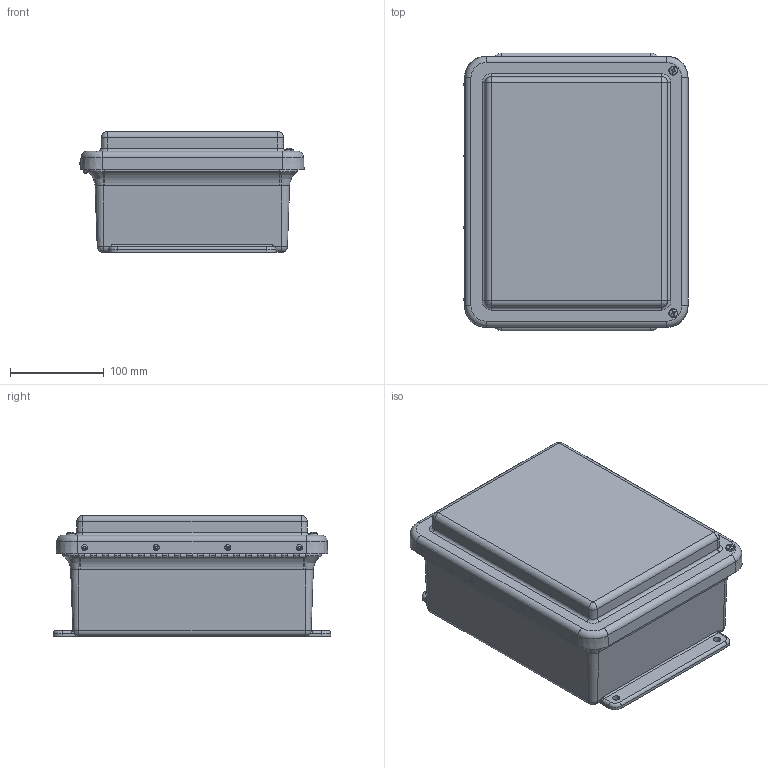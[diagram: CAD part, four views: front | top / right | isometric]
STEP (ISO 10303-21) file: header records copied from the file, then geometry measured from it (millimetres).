
FILE_DESCRIPTION(/* description */ (''),/* implementation_level */ '2;1');
FILE_NAME(/* name */ 'HW-J100805CHSC.stp',/* time_stamp */ '2014-03-17T11:44:38-05:00',/* author */ ('pmescher'),/* organization */ (''),/* preprocessor_version */ 'ST-DEVELOPER v15.2',/* originating_system */ 'Autodesk Inventor 2014',/* authorisation */ '');
FILE_SCHEMA (('AUTOMOTIVE_DESIGN { 1 0 10303 214 3 1 1 }'));
Length unit declared in the file: inch
Products named in the file (18): J1008HW_1; RMINS45821P_17; RMINS45821P_18; RMINS45821P_19; RMINS45821P_20; RMINS45821P_21; RMINS45821P_22; J1008BHW; RMHINGCOV9.5; RMHINGPIN9.5; RMHINGBOX9.5; RMHING9.5(RJ&A); J1008HWACVR; GASKET_1008; WP1008HWU; RMRIV43; RMSC10X063PHCPH; J1008HWA_STP
Bounding box: 238.59 x 295.27 x 128.62 mm (x, y, z)
Volume: 1017454.4 mm3; surface area: 549619.4 mm2
Topology: 22 solids, 22 shells, 809 faces, 2005 edges, 1267 vertices
Faces by surface type: cylinder 307, plane 269, cone 137, torus 52, bspline 40, sphere 4
Full cylindrical faces by diameter (mm): 2.159 x39, 3.175 x8, 3.327 x8, 3.556 x8, 3.683 x2, 3.861 x5, 3.962 x7, 3.967 x40, 4.826 x40, 5.537 x4, 6.35 x8, 6.858 x6
Entity records: 20664 total; most frequent: CARTESIAN_POINT 4784, DIRECTION 3448, ORIENTED_EDGE 2876, EDGE_CURVE 1438, AXIS2_PLACEMENT_3D 1379, VERTEX_POINT 998, EDGE_LOOP 978, LINE 690
